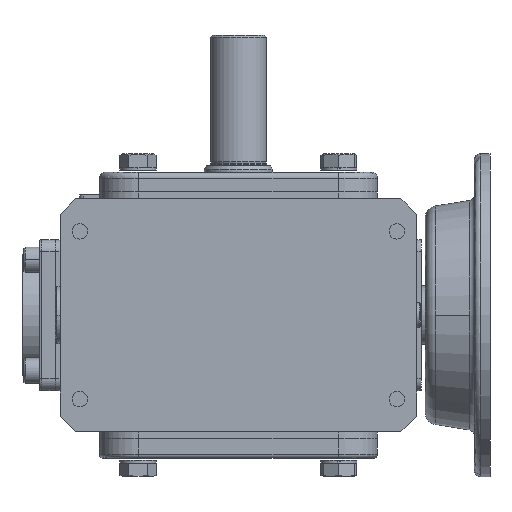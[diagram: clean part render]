
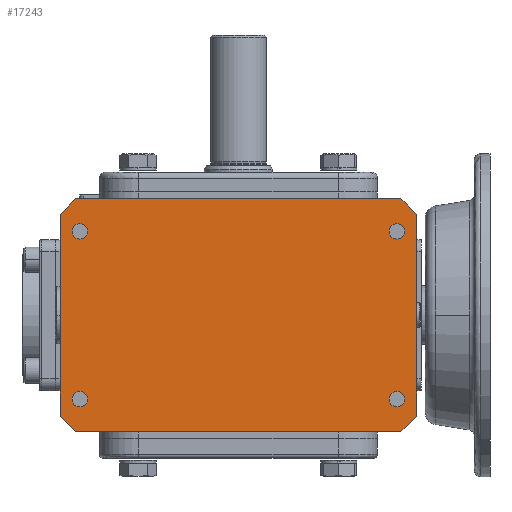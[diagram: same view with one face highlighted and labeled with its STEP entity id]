
A CAD part, front view. The second image highlights one B-rep face of the part: STEP entity #17243.
In plain terms, the highlighted planar face has unit normal (0, -1, 0).
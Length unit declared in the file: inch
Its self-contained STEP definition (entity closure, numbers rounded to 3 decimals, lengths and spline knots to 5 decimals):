
#222 = ORIENTED_EDGE ( 'NONE', *, *, #10389, .T. ) ;
#225 = CARTESIAN_POINT ( 'NONE',  ( -3.1874, -2.93819, -1.6874 ) ) ;
#316 = FACE_BOUND ( 'NONE', #1415, .T. ) ;
#338 = CIRCLE ( 'NONE', #16434, 0.15625 ) ;
#497 = DIRECTION ( 'NONE',  ( 0., 0., -1. ) ) ;
#651 = DIRECTION ( 'NONE',  ( 0., 0., -1. ) ) ;
#724 = DIRECTION ( 'NONE',  ( 0., 1., 0. ) ) ;
#877 = CARTESIAN_POINT ( 'NONE',  ( -3.26772, -2.93819, -2.34252 ) ) ;
#933 = CARTESIAN_POINT ( 'NONE',  ( 3.1874, -2.93819, -1.6874 ) ) ;
#959 = CIRCLE ( 'NONE', #18945, 0.15625 ) ;
#1074 = ORIENTED_EDGE ( 'NONE', *, *, #13872, .T. ) ;
#1215 = CARTESIAN_POINT ( 'NONE',  ( -3.1874, -2.93819, 1.84365 ) ) ;
#1343 = EDGE_LOOP ( 'NONE', ( #3219, #15092 ) ) ;
#1415 = EDGE_LOOP ( 'NONE', ( #1074, #3496 ) ) ;
#1880 = EDGE_CURVE ( 'NONE', #21367, #10318, #16461, .T. ) ;
#2024 = DIRECTION ( 'NONE',  ( 0., 1., 0. ) ) ;
#2067 = EDGE_CURVE ( 'NONE', #21924, #15742, #19386, .T. ) ;
#2072 = CARTESIAN_POINT ( 'NONE',  ( 3.58268, -2.93819, 2.02756 ) ) ;
#2458 = CARTESIAN_POINT ( 'NONE',  ( -3.1874, -2.93819, -1.84365 ) ) ;
#2863 = LINE ( 'NONE', #21204, #11661 ) ;
#3013 = LINE ( 'NONE', #10615, #12347 ) ;
#3162 = AXIS2_PLACEMENT_3D ( 'NONE', #20066, #9700, #4352 ) ;
#3219 = ORIENTED_EDGE ( 'NONE', *, *, #19082, .T. ) ;
#3242 = EDGE_CURVE ( 'NONE', #7330, #19821, #5542, .T. ) ;
#3435 = DIRECTION ( 'NONE',  ( -1., 0., 0. ) ) ;
#3496 = ORIENTED_EDGE ( 'NONE', *, *, #21325, .T. ) ;
#4125 = VERTEX_POINT ( 'NONE', #1215 ) ;
#4352 = DIRECTION ( 'NONE',  ( 0., 0., -1. ) ) ;
#5120 = CARTESIAN_POINT ( 'NONE',  ( -3.1874, -2.93819, -1.53115 ) ) ;
#5271 = CARTESIAN_POINT ( 'NONE',  ( -3.58268, -2.93819, 2.34252 ) ) ;
#5473 = DIRECTION ( 'NONE',  ( 0., 0., -1. ) ) ;
#5542 = LINE ( 'NONE', #21042, #19111 ) ;
#5773 = DIRECTION ( 'NONE',  ( 0.707, 0., 0.707 ) ) ;
#5777 = AXIS2_PLACEMENT_3D ( 'NONE', #5974, #724, #651 ) ;
#5925 = CARTESIAN_POINT ( 'NONE',  ( -3.26772, -2.93819, 2.34252 ) ) ;
#5974 = CARTESIAN_POINT ( 'NONE',  ( 3.1874, -2.93819, 1.6874 ) ) ;
#6196 = ORIENTED_EDGE ( 'NONE', *, *, #1880, .T. ) ;
#6237 = VERTEX_POINT ( 'NONE', #7174 ) ;
#6534 = ORIENTED_EDGE ( 'NONE', *, *, #17407, .T. ) ;
#6689 = PLANE ( 'NONE',  #19873 ) ;
#6762 = EDGE_LOOP ( 'NONE', ( #16120, #15754 ) ) ;
#6769 = CARTESIAN_POINT ( 'NONE',  ( -3.58268, -2.93819, 2.55906 ) ) ;
#6874 = LINE ( 'NONE', #21724, #11005 ) ;
#6965 = CARTESIAN_POINT ( 'NONE',  ( 3.26772, -2.93819, 2.34252 ) ) ;
#7073 = CARTESIAN_POINT ( 'NONE',  ( 3.58268, -2.93819, 2.55906 ) ) ;
#7174 = CARTESIAN_POINT ( 'NONE',  ( 3.1874, -2.93819, -1.53115 ) ) ;
#7224 = VECTOR ( 'NONE', #19001, 39.37008 ) ;
#7330 = VERTEX_POINT ( 'NONE', #877 ) ;
#7627 = VERTEX_POINT ( 'NONE', #11436 ) ;
#7802 = CARTESIAN_POINT ( 'NONE',  ( 3.1874, -2.93819, -1.84365 ) ) ;
#8198 = VERTEX_POINT ( 'NONE', #19957 ) ;
#8611 = DIRECTION ( 'NONE',  ( 0., -1., 0. ) ) ;
#9043 = FACE_OUTER_BOUND ( 'NONE', #15247, .T. ) ;
#9191 = ORIENTED_EDGE ( 'NONE', *, *, #9749, .T. ) ;
#9241 = CARTESIAN_POINT ( 'NONE',  ( -3.1874, -2.93819, 1.53115 ) ) ;
#9311 = EDGE_CURVE ( 'NONE', #14639, #20082, #14942, .T. ) ;
#9329 = ORIENTED_EDGE ( 'NONE', *, *, #21089, .T. ) ;
#9558 = VERTEX_POINT ( 'NONE', #7802 ) ;
#9600 = CARTESIAN_POINT ( 'NONE',  ( 3.1874, -2.93819, 1.53115 ) ) ;
#9698 = CARTESIAN_POINT ( 'NONE',  ( 3.1874, -2.93819, -1.6874 ) ) ;
#9700 = DIRECTION ( 'NONE',  ( 0., 1., 0. ) ) ;
#9706 = EDGE_LOOP ( 'NONE', ( #6196, #9191 ) ) ;
#9749 = EDGE_CURVE ( 'NONE', #10318, #21367, #12768, .T. ) ;
#10256 = CARTESIAN_POINT ( 'NONE',  ( -3.58268, -2.93819, -2.02756 ) ) ;
#10318 = VERTEX_POINT ( 'NONE', #5120 ) ;
#10389 = EDGE_CURVE ( 'NONE', #20585, #22311, #15982, .T. ) ;
#10422 = DIRECTION ( 'NONE',  ( 0., 1., 0. ) ) ;
#10615 = CARTESIAN_POINT ( 'NONE',  ( -3.26772, -2.93819, 2.34252 ) ) ;
#10689 = DIRECTION ( 'NONE',  ( 1., 0., 0. ) ) ;
#11005 = VECTOR ( 'NONE', #5773, 39.37008 ) ;
#11420 = DIRECTION ( 'NONE',  ( 0., 1., 0. ) ) ;
#11436 = CARTESIAN_POINT ( 'NONE',  ( 3.58268, -2.93819, -2.02756 ) ) ;
#11474 = DIRECTION ( 'NONE',  ( 0., 0., -1. ) ) ;
#11569 = AXIS2_PLACEMENT_3D ( 'NONE', #16122, #12866, #497 ) ;
#11661 = VECTOR ( 'NONE', #12379, 39.37008 ) ;
#11948 = ORIENTED_EDGE ( 'NONE', *, *, #21008, .T. ) ;
#12191 = VECTOR ( 'NONE', #3435, 39.37008 ) ;
#12347 = VECTOR ( 'NONE', #15928, 39.37008 ) ;
#12379 = DIRECTION ( 'NONE',  ( 0.707, 0., -0.707 ) ) ;
#12422 = VECTOR ( 'NONE', #18932, 39.37008 ) ;
#12743 = EDGE_CURVE ( 'NONE', #19821, #7627, #6874, .T. ) ;
#12768 = CIRCLE ( 'NONE', #11569, 0.15625 ) ;
#12866 = DIRECTION ( 'NONE',  ( 0., 1., 0. ) ) ;
#12893 = ORIENTED_EDGE ( 'NONE', *, *, #2067, .T. ) ;
#13872 = EDGE_CURVE ( 'NONE', #9558, #6237, #18786, .T. ) ;
#14349 = DIRECTION ( 'NONE',  ( 0., 0., -1. ) ) ;
#14404 = CARTESIAN_POINT ( 'NONE',  ( 3.1874, -2.93819, 1.6874 ) ) ;
#14639 = VERTEX_POINT ( 'NONE', #9600 ) ;
#14692 = CIRCLE ( 'NONE', #3162, 0.15625 ) ;
#14942 = CIRCLE ( 'NONE', #15478, 0.15625 ) ;
#15092 = ORIENTED_EDGE ( 'NONE', *, *, #16972, .T. ) ;
#15121 = EDGE_CURVE ( 'NONE', #8198, #20585, #17764, .T. ) ;
#15247 = EDGE_LOOP ( 'NONE', ( #222, #6534, #12893, #9329, #20061, #18083, #11948, #16147 ) ) ;
#15324 = FACE_BOUND ( 'NONE', #6762, .T. ) ;
#15478 = AXIS2_PLACEMENT_3D ( 'NONE', #14404, #2024, #17773 ) ;
#15742 = VERTEX_POINT ( 'NONE', #10256 ) ;
#15754 = ORIENTED_EDGE ( 'NONE', *, *, #18440, .T. ) ;
#15922 = DIRECTION ( 'NONE',  ( 0., 1., 0. ) ) ;
#15928 = DIRECTION ( 'NONE',  ( -0.707, 0., -0.707 ) ) ;
#15982 = LINE ( 'NONE', #5271, #12191 ) ;
#16120 = ORIENTED_EDGE ( 'NONE', *, *, #9311, .T. ) ;
#16122 = CARTESIAN_POINT ( 'NONE',  ( -3.1874, -2.93819, -1.6874 ) ) ;
#16147 = ORIENTED_EDGE ( 'NONE', *, *, #15121, .T. ) ;
#16237 = CARTESIAN_POINT ( 'NONE',  ( -3.58268, -2.93819, 2.02756 ) ) ;
#16352 = DIRECTION ( 'NONE',  ( 0., 0., -1. ) ) ;
#16434 = AXIS2_PLACEMENT_3D ( 'NONE', #21063, #10422, #14349 ) ;
#16461 = CIRCLE ( 'NONE', #18471, 0.15625 ) ;
#16472 = DIRECTION ( 'NONE',  ( 0., 1., 0. ) ) ;
#16515 = LINE ( 'NONE', #7073, #7224 ) ;
#16716 = VECTOR ( 'NONE', #19547, 39.37008 ) ;
#16927 = FACE_BOUND ( 'NONE', #9706, .T. ) ;
#16972 = EDGE_CURVE ( 'NONE', #4125, #22012, #338, .T. ) ;
#17243 = ADVANCED_FACE ( 'NONE', ( #316, #15324, #20986, #16927, #9043 ), #6689, .T. ) ;
#17407 = EDGE_CURVE ( 'NONE', #22311, #21924, #3013, .T. ) ;
#17764 = LINE ( 'NONE', #2072, #16716 ) ;
#17773 = DIRECTION ( 'NONE',  ( 0., 0., -1. ) ) ;
#18083 = ORIENTED_EDGE ( 'NONE', *, *, #12743, .T. ) ;
#18208 = CIRCLE ( 'NONE', #5777, 0.15625 ) ;
#18440 = EDGE_CURVE ( 'NONE', #20082, #14639, #18208, .T. ) ;
#18471 = AXIS2_PLACEMENT_3D ( 'NONE', #225, #15922, #5473 ) ;
#18786 = CIRCLE ( 'NONE', #19110, 0.15625 ) ;
#18932 = DIRECTION ( 'NONE',  ( 0., 0., -1. ) ) ;
#18945 = AXIS2_PLACEMENT_3D ( 'NONE', #933, #11420, #16352 ) ;
#19001 = DIRECTION ( 'NONE',  ( 0., 0., 1. ) ) ;
#19082 = EDGE_CURVE ( 'NONE', #22012, #4125, #14692, .T. ) ;
#19086 = CARTESIAN_POINT ( 'NONE',  ( -3.58268, -2.93819, 2.55906 ) ) ;
#19110 = AXIS2_PLACEMENT_3D ( 'NONE', #9698, #16472, #11474 ) ;
#19111 = VECTOR ( 'NONE', #10689, 39.37008 ) ;
#19386 = LINE ( 'NONE', #19086, #12422 ) ;
#19547 = DIRECTION ( 'NONE',  ( -0.707, 0., 0.707 ) ) ;
#19821 = VERTEX_POINT ( 'NONE', #22006 ) ;
#19873 = AXIS2_PLACEMENT_3D ( 'NONE', #6769, #8611, #20822 ) ;
#19957 = CARTESIAN_POINT ( 'NONE',  ( 3.58268, -2.93819, 2.02756 ) ) ;
#20061 = ORIENTED_EDGE ( 'NONE', *, *, #3242, .T. ) ;
#20066 = CARTESIAN_POINT ( 'NONE',  ( -3.1874, -2.93819, 1.6874 ) ) ;
#20082 = VERTEX_POINT ( 'NONE', #20826 ) ;
#20585 = VERTEX_POINT ( 'NONE', #6965 ) ;
#20822 = DIRECTION ( 'NONE',  ( 0., 0., -1. ) ) ;
#20826 = CARTESIAN_POINT ( 'NONE',  ( 3.1874, -2.93819, 1.84365 ) ) ;
#20986 = FACE_BOUND ( 'NONE', #1343, .T. ) ;
#21008 = EDGE_CURVE ( 'NONE', #7627, #8198, #16515, .T. ) ;
#21042 = CARTESIAN_POINT ( 'NONE',  ( -3.58268, -2.93819, -2.34252 ) ) ;
#21063 = CARTESIAN_POINT ( 'NONE',  ( -3.1874, -2.93819, 1.6874 ) ) ;
#21089 = EDGE_CURVE ( 'NONE', #15742, #7330, #2863, .T. ) ;
#21204 = CARTESIAN_POINT ( 'NONE',  ( -3.58268, -2.93819, -2.02756 ) ) ;
#21325 = EDGE_CURVE ( 'NONE', #6237, #9558, #959, .T. ) ;
#21367 = VERTEX_POINT ( 'NONE', #2458 ) ;
#21724 = CARTESIAN_POINT ( 'NONE',  ( 3.26772, -2.93819, -2.34252 ) ) ;
#21924 = VERTEX_POINT ( 'NONE', #16237 ) ;
#22006 = CARTESIAN_POINT ( 'NONE',  ( 3.26772, -2.93819, -2.34252 ) ) ;
#22012 = VERTEX_POINT ( 'NONE', #9241 ) ;
#22311 = VERTEX_POINT ( 'NONE', #5925 ) ;
